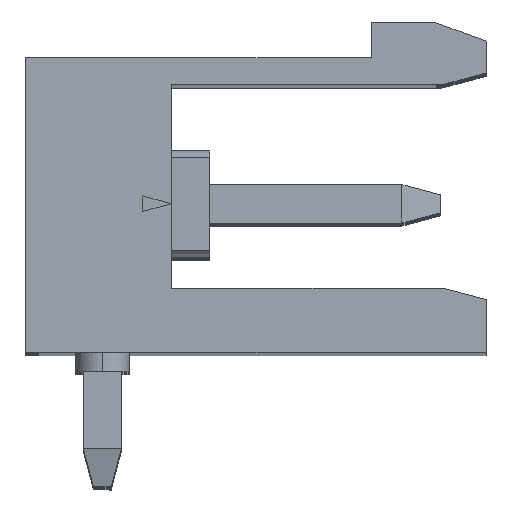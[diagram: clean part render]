
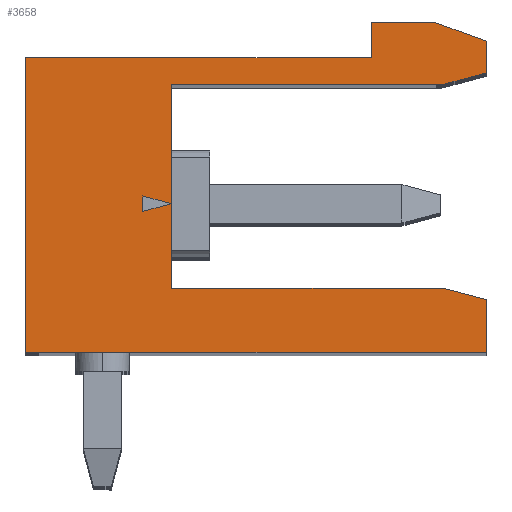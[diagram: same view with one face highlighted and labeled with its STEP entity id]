
A CAD part, top view. The second image highlights one B-rep face of the part: STEP entity #3658.
In plain terms, the highlighted planar face has unit normal (0, 0, 1).
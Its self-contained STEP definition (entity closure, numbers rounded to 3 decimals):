
#148 = DIRECTION ( 'NONE',  ( 0., 0., 1. ) ) ;
#236 = CARTESIAN_POINT ( 'NONE',  ( -36.627, 6.963, 0. ) ) ;
#294 = CARTESIAN_POINT ( 'NONE',  ( 1.5, 0., 0. ) ) ;
#298 = LINE ( 'NONE', #236, #18401 ) ;
#577 = CARTESIAN_POINT ( 'NONE',  ( 3.05, 3.669, 0. ) ) ;
#627 = DIRECTION ( 'NONE',  ( -1., 0., 0. ) ) ;
#1052 = DIRECTION ( 'NONE',  ( 0.94, -0.342, 0. ) ) ;
#1139 = VERTEX_POINT ( 'NONE', #6168 ) ;
#1223 = LINE ( 'NONE', #22013, #14643 ) ;
#1259 = VECTOR ( 'NONE', #627, 1000. ) ;
#1436 = CARTESIAN_POINT ( 'NONE',  ( -36.627, 7.67, 0. ) ) ;
#1713 = EDGE_CURVE ( 'NONE', #4025, #10658, #22097, .T. ) ;
#1767 = DIRECTION ( 'NONE',  ( 1., 0., 0. ) ) ;
#2177 = FACE_OUTER_BOUND ( 'NONE', #8861, .T. ) ;
#2408 = VERTEX_POINT ( 'NONE', #6803 ) ;
#2478 = VECTOR ( 'NONE', #12429, 1000. ) ;
#2585 = EDGE_CURVE ( 'NONE', #3532, #13410, #4073, .T. ) ;
#2955 = VECTOR ( 'NONE', #18982, 1000. ) ;
#3116 = CARTESIAN_POINT ( 'NONE',  ( 12., 1.37, 0. ) ) ;
#3132 = CARTESIAN_POINT ( 'NONE',  ( 0., 0., 0. ) ) ;
#3204 = VERTEX_POINT ( 'NONE', #15969 ) ;
#3490 = VECTOR ( 'NONE', #8810, 1000. ) ;
#3494 = DIRECTION ( 'NONE',  ( 0., 1., 0. ) ) ;
#3532 = VERTEX_POINT ( 'NONE', #18924 ) ;
#3658 = ADVANCED_FACE ( 'NONE', ( #11507, #2177 ), #10522, .T. ) ;
#3706 = ORIENTED_EDGE ( 'NONE', *, *, #19861, .F. ) ;
#4025 = VERTEX_POINT ( 'NONE', #16710 ) ;
#4073 = LINE ( 'NONE', #20958, #16968 ) ;
#4405 = LINE ( 'NONE', #10477, #13178 ) ;
#4601 = VERTEX_POINT ( 'NONE', #12401 ) ;
#4640 = LINE ( 'NONE', #22318, #8763 ) ;
#4709 = VECTOR ( 'NONE', #6705, 1000. ) ;
#4754 = DIRECTION ( 'NONE',  ( -0.966, -0.259, 0. ) ) ;
#4878 = CARTESIAN_POINT ( 'NONE',  ( 10.842, 6.965, 0. ) ) ;
#5413 = ORIENTED_EDGE ( 'NONE', *, *, #21662, .F. ) ;
#6168 = CARTESIAN_POINT ( 'NONE',  ( 10.837, 6.963, 0. ) ) ;
#6279 = CARTESIAN_POINT ( 'NONE',  ( 12., 7.275, 0. ) ) ;
#6306 = DIRECTION ( 'NONE',  ( 0., 1., 0. ) ) ;
#6456 = LINE ( 'NONE', #7516, #1259 ) ;
#6641 = DIRECTION ( 'NONE',  ( -0.966, -0.259, 0. ) ) ;
#6682 = LINE ( 'NONE', #15343, #16016 ) ;
#6705 = DIRECTION ( 'NONE',  ( -1., 0., 0. ) ) ;
#6803 = CARTESIAN_POINT ( 'NONE',  ( 12., 1.37, 0. ) ) ;
#7171 = VECTOR ( 'NONE', #22179, 1000. ) ;
#7252 = EDGE_CURVE ( 'NONE', #4025, #2408, #4640, .T. ) ;
#7460 = CARTESIAN_POINT ( 'NONE',  ( 12., 8.1, 0. ) ) ;
#7516 = CARTESIAN_POINT ( 'NONE',  ( -36.627, 1.67, 0. ) ) ;
#7616 = VERTEX_POINT ( 'NONE', #17974 ) ;
#7627 = LINE ( 'NONE', #8148, #14768 ) ;
#7769 = AXIS2_PLACEMENT_3D ( 'NONE', #10612, #148, #12420 ) ;
#8148 = CARTESIAN_POINT ( 'NONE',  ( 3.05, -37.773, 0. ) ) ;
#8478 = CARTESIAN_POINT ( 'NONE',  ( 12., -37.773, 0. ) ) ;
#8513 = EDGE_CURVE ( 'NONE', #9000, #12267, #6682, .T. ) ;
#8673 = VECTOR ( 'NONE', #12559, 1000. ) ;
#8763 = VECTOR ( 'NONE', #15222, 1000. ) ;
#8810 = DIRECTION ( 'NONE',  ( 0., 1., 0. ) ) ;
#8837 = EDGE_CURVE ( 'NONE', #2408, #16348, #9356, .T. ) ;
#8846 = EDGE_CURVE ( 'NONE', #3532, #4601, #18160, .T. ) ;
#8861 = EDGE_LOOP ( 'NONE', ( #13836, #14062, #11997, #10634, #13305, #21011, #12526, #5413, #18366, #9138, #3706, #21244, #20810 ) ) ;
#8876 = CARTESIAN_POINT ( 'NONE',  ( 3.8, -37.773, 0. ) ) ;
#8951 = CARTESIAN_POINT ( 'NONE',  ( 3.8, 1.67, 0. ) ) ;
#9000 = VERTEX_POINT ( 'NONE', #14136 ) ;
#9138 = ORIENTED_EDGE ( 'NONE', *, *, #8846, .T. ) ;
#9356 = LINE ( 'NONE', #3116, #13497 ) ;
#10103 = VECTOR ( 'NONE', #6641, 1000. ) ;
#10477 = CARTESIAN_POINT ( 'NONE',  ( 10.8, 8.6, 0. ) ) ;
#10522 = PLANE ( 'NONE',  #7769 ) ;
#10612 = CARTESIAN_POINT ( 'NONE',  ( -36.627, -37.773, 0. ) ) ;
#10634 = ORIENTED_EDGE ( 'NONE', *, *, #18563, .T. ) ;
#10658 = VERTEX_POINT ( 'NONE', #3132 ) ;
#11279 = VERTEX_POINT ( 'NONE', #6279 ) ;
#11496 = EDGE_CURVE ( 'NONE', #15450, #13335, #15925, .T. ) ;
#11507 = FACE_BOUND ( 'NONE', #15136, .T. ) ;
#11997 = ORIENTED_EDGE ( 'NONE', *, *, #11496, .T. ) ;
#12267 = VERTEX_POINT ( 'NONE', #577 ) ;
#12401 = CARTESIAN_POINT ( 'NONE',  ( 0., 7.67, 0. ) ) ;
#12420 = DIRECTION ( 'NONE',  ( 1., 0., 0. ) ) ;
#12429 = DIRECTION ( 'NONE',  ( 0., 1., 0. ) ) ;
#12435 = EDGE_CURVE ( 'NONE', #12267, #7616, #7627, .T. ) ;
#12526 = ORIENTED_EDGE ( 'NONE', *, *, #20889, .F. ) ;
#12559 = DIRECTION ( 'NONE',  ( -1., 0., 0. ) ) ;
#12805 = LINE ( 'NONE', #13979, #3490 ) ;
#13178 = VECTOR ( 'NONE', #1767, 1000. ) ;
#13305 = ORIENTED_EDGE ( 'NONE', *, *, #18979, .F. ) ;
#13335 = VERTEX_POINT ( 'NONE', #22252 ) ;
#13410 = VERTEX_POINT ( 'NONE', #17232 ) ;
#13442 = ORIENTED_EDGE ( 'NONE', *, *, #12435, .T. ) ;
#13497 = VECTOR ( 'NONE', #15438, 1000. ) ;
#13836 = ORIENTED_EDGE ( 'NONE', *, *, #8837, .T. ) ;
#13979 = CARTESIAN_POINT ( 'NONE',  ( 0., 6.8, 0. ) ) ;
#14062 = ORIENTED_EDGE ( 'NONE', *, *, #17447, .T. ) ;
#14136 = CARTESIAN_POINT ( 'NONE',  ( 3.8, 3.87, 0. ) ) ;
#14261 = DIRECTION ( 'NONE',  ( 1., 0., 0. ) ) ;
#14643 = VECTOR ( 'NONE', #1052, 1000. ) ;
#14661 = ORIENTED_EDGE ( 'NONE', *, *, #15813, .T. ) ;
#14768 = VECTOR ( 'NONE', #6306, 1000. ) ;
#15136 = EDGE_LOOP ( 'NONE', ( #13442, #14661, #17803 ) ) ;
#15222 = DIRECTION ( 'NONE',  ( 0., 1., 0. ) ) ;
#15343 = CARTESIAN_POINT ( 'NONE',  ( 3.8, 3.87, 0. ) ) ;
#15438 = DIRECTION ( 'NONE',  ( -0.966, 0.259, 0. ) ) ;
#15450 = VERTEX_POINT ( 'NONE', #8951 ) ;
#15813 = EDGE_CURVE ( 'NONE', #7616, #9000, #20591, .T. ) ;
#15925 = LINE ( 'NONE', #8876, #2478 ) ;
#15969 = CARTESIAN_POINT ( 'NONE',  ( 10.626, 8.6, 0. ) ) ;
#16016 = VECTOR ( 'NONE', #4754, 1000. ) ;
#16137 = VERTEX_POINT ( 'NONE', #7460 ) ;
#16348 = VERTEX_POINT ( 'NONE', #20476 ) ;
#16609 = EDGE_CURVE ( 'NONE', #11279, #16137, #21036, .T. ) ;
#16710 = CARTESIAN_POINT ( 'NONE',  ( 12., 0., 0. ) ) ;
#16968 = VECTOR ( 'NONE', #3494, 1000. ) ;
#17232 = CARTESIAN_POINT ( 'NONE',  ( 9., 8.6, 0. ) ) ;
#17447 = EDGE_CURVE ( 'NONE', #16348, #15450, #6456, .T. ) ;
#17803 = ORIENTED_EDGE ( 'NONE', *, *, #8513, .T. ) ;
#17974 = CARTESIAN_POINT ( 'NONE',  ( 3.05, 4.071, 0. ) ) ;
#18160 = LINE ( 'NONE', #1436, #4709 ) ;
#18366 = ORIENTED_EDGE ( 'NONE', *, *, #2585, .F. ) ;
#18401 = VECTOR ( 'NONE', #14261, 1000. ) ;
#18563 = EDGE_CURVE ( 'NONE', #13335, #1139, #298, .T. ) ;
#18924 = CARTESIAN_POINT ( 'NONE',  ( 9., 7.67, 0. ) ) ;
#18979 = EDGE_CURVE ( 'NONE', #11279, #1139, #19450, .T. ) ;
#18982 = DIRECTION ( 'NONE',  ( 0., 1., 0. ) ) ;
#19450 = LINE ( 'NONE', #4878, #10103 ) ;
#19861 = EDGE_CURVE ( 'NONE', #10658, #4601, #12805, .T. ) ;
#20417 = CARTESIAN_POINT ( 'NONE',  ( 3.05, 4.071, 0. ) ) ;
#20476 = CARTESIAN_POINT ( 'NONE',  ( 10.88, 1.67, 0. ) ) ;
#20591 = LINE ( 'NONE', #20417, #7171 ) ;
#20810 = ORIENTED_EDGE ( 'NONE', *, *, #7252, .T. ) ;
#20889 = EDGE_CURVE ( 'NONE', #3204, #16137, #1223, .T. ) ;
#20958 = CARTESIAN_POINT ( 'NONE',  ( 9., 8.6, 0. ) ) ;
#21011 = ORIENTED_EDGE ( 'NONE', *, *, #16609, .T. ) ;
#21036 = LINE ( 'NONE', #8478, #2955 ) ;
#21244 = ORIENTED_EDGE ( 'NONE', *, *, #1713, .F. ) ;
#21662 = EDGE_CURVE ( 'NONE', #13410, #3204, #4405, .T. ) ;
#22013 = CARTESIAN_POINT ( 'NONE',  ( 11.313, 8.35, 0. ) ) ;
#22097 = LINE ( 'NONE', #294, #8673 ) ;
#22179 = DIRECTION ( 'NONE',  ( 0.966, -0.259, 0. ) ) ;
#22252 = CARTESIAN_POINT ( 'NONE',  ( 3.8, 6.963, 0. ) ) ;
#22318 = CARTESIAN_POINT ( 'NONE',  ( 12., -37.773, 0. ) ) ;
